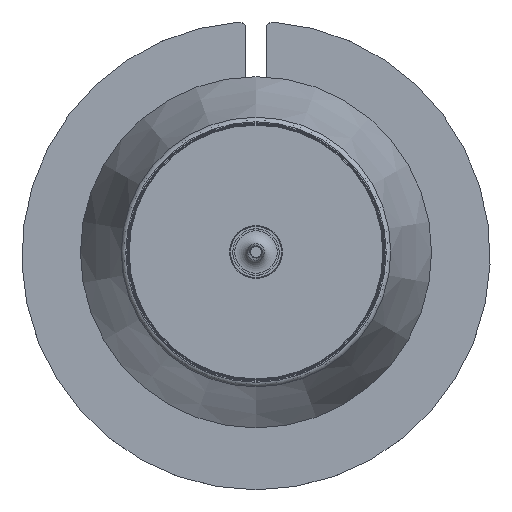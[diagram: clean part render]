
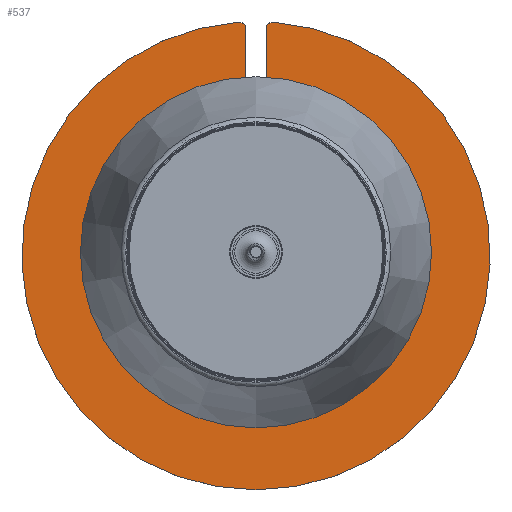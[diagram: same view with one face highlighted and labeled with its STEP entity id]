
A CAD part, top view. The second image highlights one B-rep face of the part: STEP entity #537.
In plain terms, the highlighted planar face has unit normal (0, 0, 1).
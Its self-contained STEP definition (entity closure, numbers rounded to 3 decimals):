
#40=FACE_BOUND('',#91,.T.);
#51=FACE_OUTER_BOUND('',#90,.T.);
#90=EDGE_LOOP('',(#369,#370,#371,#372,#373,#374));
#91=EDGE_LOOP('',(#375));
#140=CIRCLE('',#600,6.);
#141=CIRCLE('',#601,4.);
#142=CIRCLE('',#602,140.);
#143=CIRCLE('',#603,4.);
#144=CIRCLE('',#604,4.);
#193=LINE('',#902,#217);
#194=LINE('',#906,#218);
#217=VECTOR('',#694,10.);
#218=VECTOR('',#697,10.);
#241=VERTEX_POINT('',#900);
#242=VERTEX_POINT('',#901);
#243=VERTEX_POINT('',#903);
#244=VERTEX_POINT('',#905);
#245=VERTEX_POINT('',#907);
#246=VERTEX_POINT('',#909);
#247=VERTEX_POINT('',#912);
#292=EDGE_CURVE('',#241,#242,#193,.T.);
#293=EDGE_CURVE('',#242,#243,#140,.T.);
#294=EDGE_CURVE('',#243,#244,#194,.T.);
#295=EDGE_CURVE('',#244,#245,#141,.T.);
#296=EDGE_CURVE('',#245,#246,#142,.T.);
#297=EDGE_CURVE('',#246,#241,#143,.T.);
#298=EDGE_CURVE('',#247,#247,#144,.T.);
#369=ORIENTED_EDGE('',*,*,#292,.T.);
#370=ORIENTED_EDGE('',*,*,#293,.T.);
#371=ORIENTED_EDGE('',*,*,#294,.T.);
#372=ORIENTED_EDGE('',*,*,#295,.T.);
#373=ORIENTED_EDGE('',*,*,#296,.T.);
#374=ORIENTED_EDGE('',*,*,#297,.T.);
#375=ORIENTED_EDGE('',*,*,#298,.T.);
#523=PLANE('',#599);
#537=ADVANCED_FACE('',(#51,#40),#523,.T.);
#599=AXIS2_PLACEMENT_3D('',#899,#692,#693);
#600=AXIS2_PLACEMENT_3D('',#904,#695,#696);
#601=AXIS2_PLACEMENT_3D('',#908,#698,#699);
#602=AXIS2_PLACEMENT_3D('',#910,#700,#701);
#603=AXIS2_PLACEMENT_3D('',#911,#702,#703);
#604=AXIS2_PLACEMENT_3D('',#913,#704,#705);
#692=DIRECTION('center_axis',(0.,0.,
1.));
#693=DIRECTION('ref_axis',(1.,0.,0.));
#694=DIRECTION('',(0.,-1.,0.));
#695=DIRECTION('center_axis',(0.,0.,
-1.));
#696=DIRECTION('ref_axis',(1.,0.,0.));
#697=DIRECTION('',(0.,1.,0.));
#698=DIRECTION('center_axis',(0.,0.,
1.));
#699=DIRECTION('ref_axis',(1.,0.,0.));
#700=DIRECTION('center_axis',(0.,0.,
1.));
#701=DIRECTION('ref_axis',(-0.074,0.997,0.));
#702=DIRECTION('center_axis',(0.,0.,
1.));
#703=DIRECTION('ref_axis',(0.074,0.997,0.));
#704=DIRECTION('center_axis',(0.,0.,
-1.));
#705=DIRECTION('ref_axis',(1.,0.,0.));
#899=CARTESIAN_POINT('Origin',(0.,-0.184,
-1203.479));
#900=CARTESIAN_POINT('',(6.,135.632,-1203.479));
#901=CARTESIAN_POINT('',(6.,14.,-1203.479));
#902=CARTESIAN_POINT('',(6.,135.632,-1203.479));
#903=CARTESIAN_POINT('',(-6.,14.,-1203.479));
#904=CARTESIAN_POINT('Origin',(0.,14.,-1203.479));
#905=CARTESIAN_POINT('',(-6.,135.632,-1203.479));
#906=CARTESIAN_POINT('',(-6.,14.,-1203.479));
#907=CARTESIAN_POINT('',(-10.294,139.621,-1203.479));
#908=CARTESIAN_POINT('Origin',(-10.,135.632,-1203.479));
#909=CARTESIAN_POINT('',(10.294,139.621,-1203.479));
#910=CARTESIAN_POINT('Origin',(0.,0.,
-1203.479));
#911=CARTESIAN_POINT('Origin',(10.,135.632,-1203.479));
#912=CARTESIAN_POINT('',(0.,4.,-1203.479));
#913=CARTESIAN_POINT('Origin',(0.,0.,
-1203.479));
